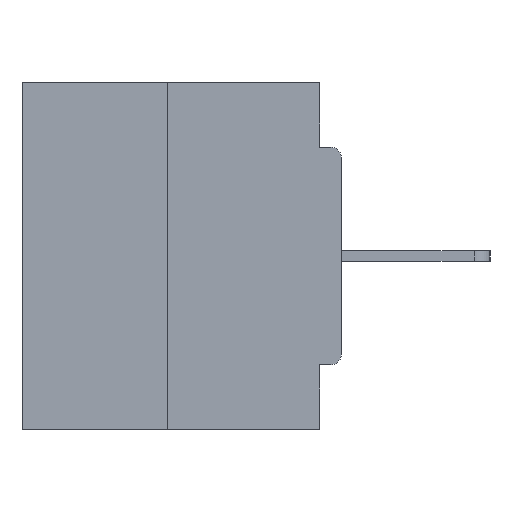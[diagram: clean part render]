
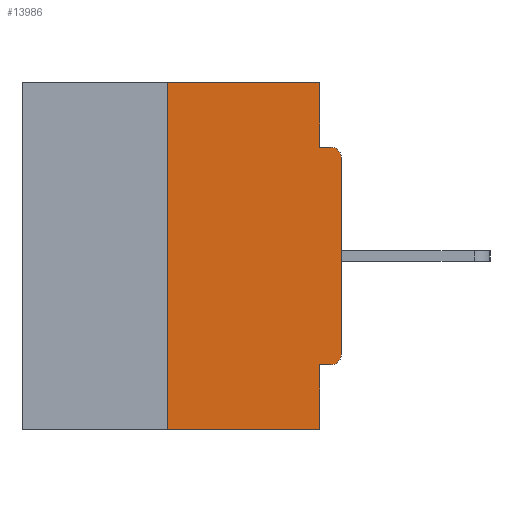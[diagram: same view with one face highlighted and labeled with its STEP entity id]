
A CAD part, left-side view. The second image highlights one B-rep face of the part: STEP entity #13986.
In plain terms, the highlighted planar face has unit normal (-1, 0, 0).
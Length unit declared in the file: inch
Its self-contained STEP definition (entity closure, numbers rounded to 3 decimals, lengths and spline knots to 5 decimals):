
#130 = CARTESIAN_POINT ( 'NONE',  ( 0., 0.031, 0. ) ) ;
#300 = VECTOR ( 'NONE', #1859, 39.37008 ) ;
#700 = AXIS2_PLACEMENT_3D ( 'NONE', #24775, #15972, #27176 ) ;
#1570 = DIRECTION ( 'NONE',  ( 0., 0., -1. ) ) ;
#1717 = ORIENTED_EDGE ( 'NONE', *, *, #7406, .T. ) ;
#1731 = CARTESIAN_POINT ( 'NONE',  ( 0., 0.015, -0.4065 ) ) ;
#1859 = DIRECTION ( 'NONE',  ( 0., -1., 0. ) ) ;
#2599 = VECTOR ( 'NONE', #24381, 39.37008 ) ;
#2786 = DIRECTION ( 'NONE',  ( -1., 0., 0. ) ) ;
#2843 = EDGE_CURVE ( 'NONE', #20124, #26633, #28283, .T. ) ;
#3892 = DIRECTION ( 'NONE',  ( 0., 0., 1. ) ) ;
#4438 = VERTEX_POINT ( 'NONE', #13242 ) ;
#5199 = DIRECTION ( 'NONE',  ( 0., -1., 0. ) ) ;
#6275 = CARTESIAN_POINT ( 'NONE',  ( 0., 0.25, 0. ) ) ;
#6326 = CARTESIAN_POINT ( 'NONE',  ( 0., 0., -0.1085 ) ) ;
#7320 = EDGE_CURVE ( 'NONE', #25837, #9874, #33415, .T. ) ;
#7384 = DIRECTION ( 'NONE',  ( 0., 0., -1. ) ) ;
#7406 = EDGE_CURVE ( 'NONE', #30124, #32196, #13601, .T. ) ;
#8963 = ORIENTED_EDGE ( 'NONE', *, *, #21763, .F. ) ;
#8967 = CARTESIAN_POINT ( 'NONE',  ( 0., 0., 0. ) ) ;
#9624 = CARTESIAN_POINT ( 'NONE',  ( 0., 0.031, 0. ) ) ;
#9874 = VERTEX_POINT ( 'NONE', #12867 ) ;
#10477 = LINE ( 'NONE', #21845, #300 ) ;
#10701 = AXIS2_PLACEMENT_3D ( 'NONE', #16721, #2786, #35877 ) ;
#10837 = VERTEX_POINT ( 'NONE', #25541 ) ;
#10851 = ORIENTED_EDGE ( 'NONE', *, *, #7320, .T. ) ;
#11633 = VERTEX_POINT ( 'NONE', #130 ) ;
#12488 = ORIENTED_EDGE ( 'NONE', *, *, #16348, .F. ) ;
#12817 = LINE ( 'NONE', #32108, #2599 ) ;
#12867 = CARTESIAN_POINT ( 'NONE',  ( 0., 0.031, -0.5 ) ) ;
#13242 = CARTESIAN_POINT ( 'NONE',  ( 0., 0.031, -0.4065 ) ) ;
#13601 = CIRCLE ( 'NONE', #700, 0.015 ) ;
#13642 = CARTESIAN_POINT ( 'NONE',  ( 0., 0.46, 0. ) ) ;
#13986 = ADVANCED_FACE ( 'NONE', ( #18167 ), #27177, .F. ) ;
#15838 = LINE ( 'NONE', #29249, #22206 ) ;
#15972 = DIRECTION ( 'NONE',  ( -1., 0., 0. ) ) ;
#16049 = EDGE_CURVE ( 'NONE', #11633, #10837, #17889, .T. ) ;
#16231 = ORIENTED_EDGE ( 'NONE', *, *, #17781, .T. ) ;
#16272 = EDGE_CURVE ( 'NONE', #25837, #34292, #34579, .T. ) ;
#16348 = EDGE_CURVE ( 'NONE', #10837, #32196, #10477, .T. ) ;
#16721 = CARTESIAN_POINT ( 'NONE',  ( 0., 0.015, -0.3915 ) ) ;
#17473 = CARTESIAN_POINT ( 'NONE',  ( 0., 0.25, 0. ) ) ;
#17781 = EDGE_CURVE ( 'NONE', #26633, #30124, #34153, .T. ) ;
#17889 = LINE ( 'NONE', #9624, #18554 ) ;
#18167 = FACE_OUTER_BOUND ( 'NONE', #34040, .T. ) ;
#18554 = VECTOR ( 'NONE', #1570, 39.37008 ) ;
#19062 = DIRECTION ( 'NONE',  ( 0., -1., 0. ) ) ;
#19418 = CARTESIAN_POINT ( 'NONE',  ( 0., 0.46, -0.5 ) ) ;
#19448 = VECTOR ( 'NONE', #19062, 39.37008 ) ;
#20116 = ORIENTED_EDGE ( 'NONE', *, *, #2843, .T. ) ;
#20124 = VERTEX_POINT ( 'NONE', #1731 ) ;
#20418 = CARTESIAN_POINT ( 'NONE',  ( 0., 0., -0.3915 ) ) ;
#20626 = AXIS2_PLACEMENT_3D ( 'NONE', #26811, #35102, #24227 ) ;
#20747 = EDGE_CURVE ( 'NONE', #20124, #4438, #12817, .T. ) ;
#21763 = EDGE_CURVE ( 'NONE', #34292, #11633, #30359, .T. ) ;
#21845 = CARTESIAN_POINT ( 'NONE',  ( 0., 0., -0.0935 ) ) ;
#22206 = VECTOR ( 'NONE', #7384, 39.37008 ) ;
#22548 = DIRECTION ( 'NONE',  ( 0., 0., 1. ) ) ;
#22704 = ORIENTED_EDGE ( 'NONE', *, *, #20747, .F. ) ;
#23756 = VECTOR ( 'NONE', #3892, 39.37008 ) ;
#24227 = DIRECTION ( 'NONE',  ( 0., 0., -1. ) ) ;
#24381 = DIRECTION ( 'NONE',  ( 0., 1., 0. ) ) ;
#24775 = CARTESIAN_POINT ( 'NONE',  ( 0., 0.015, -0.1085 ) ) ;
#25541 = CARTESIAN_POINT ( 'NONE',  ( 0., 0.031, -0.0935 ) ) ;
#25837 = VERTEX_POINT ( 'NONE', #32290 ) ;
#26633 = VERTEX_POINT ( 'NONE', #20418 ) ;
#26811 = CARTESIAN_POINT ( 'NONE',  ( 0., 0.46, 0. ) ) ;
#27176 = DIRECTION ( 'NONE',  ( 0., 0., -1. ) ) ;
#27177 = PLANE ( 'NONE',  #20626 ) ;
#28283 = CIRCLE ( 'NONE', #10701, 0.015 ) ;
#28396 = CARTESIAN_POINT ( 'NONE',  ( 0., 0.015, -0.0935 ) ) ;
#28640 = ORIENTED_EDGE ( 'NONE', *, *, #16049, .F. ) ;
#29249 = CARTESIAN_POINT ( 'NONE',  ( 0., 0.031, -0.5 ) ) ;
#29759 = VECTOR ( 'NONE', #22548, 39.37008 ) ;
#30124 = VERTEX_POINT ( 'NONE', #6326 ) ;
#30359 = LINE ( 'NONE', #13642, #33166 ) ;
#32108 = CARTESIAN_POINT ( 'NONE',  ( 0., 0., -0.4065 ) ) ;
#32196 = VERTEX_POINT ( 'NONE', #28396 ) ;
#32290 = CARTESIAN_POINT ( 'NONE',  ( 0., 0.25, -0.5 ) ) ;
#32489 = ORIENTED_EDGE ( 'NONE', *, *, #16272, .F. ) ;
#33166 = VECTOR ( 'NONE', #5199, 39.37008 ) ;
#33415 = LINE ( 'NONE', #19418, #19448 ) ;
#34040 = EDGE_LOOP ( 'NONE', ( #8963, #32489, #10851, #35708, #22704, #20116, #16231, #1717, #12488, #28640 ) ) ;
#34153 = LINE ( 'NONE', #8967, #29759 ) ;
#34292 = VERTEX_POINT ( 'NONE', #6275 ) ;
#34579 = LINE ( 'NONE', #17473, #23756 ) ;
#35102 = DIRECTION ( 'NONE',  ( 1., 0., 0. ) ) ;
#35708 = ORIENTED_EDGE ( 'NONE', *, *, #35709, .F. ) ;
#35709 = EDGE_CURVE ( 'NONE', #4438, #9874, #15838, .T. ) ;
#35877 = DIRECTION ( 'NONE',  ( 0., 0., -1. ) ) ;
